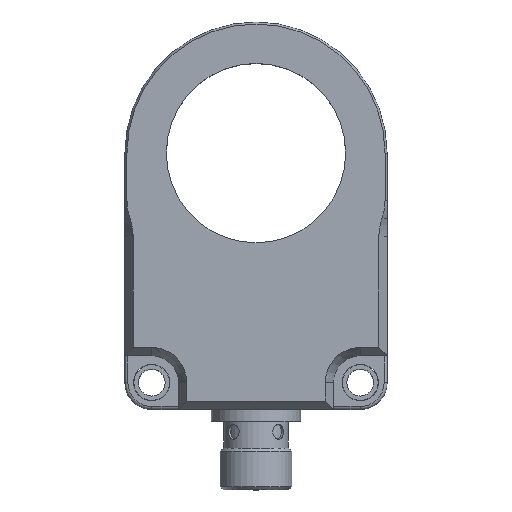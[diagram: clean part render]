
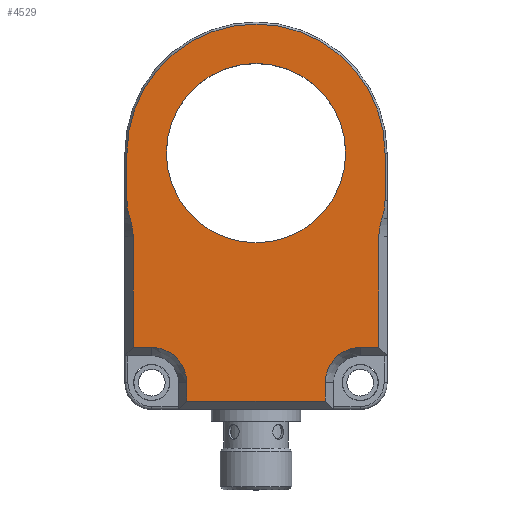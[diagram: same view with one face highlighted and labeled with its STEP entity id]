
A CAD part, top view. The second image highlights one B-rep face of the part: STEP entity #4529.
In plain terms, the highlighted planar face has unit normal (0, 0, 1).
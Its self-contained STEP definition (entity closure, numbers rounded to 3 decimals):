
#44=ELLIPSE('',#4996,11.807,10.225);
#45=ELLIPSE('',#4998,11.807,10.225);
#46=ELLIPSE('',#5000,11.807,10.225);
#48=ELLIPSE('',#5003,11.807,10.225);
#105=FACE_BOUND('',#661,.T.);
#203=PLANE('',#5010);
#409=FACE_OUTER_BOUND('',#660,.T.);
#660=EDGE_LOOP('',(#3828,#3829,#3830,#3831,#3832,#3833,#3834,#3835,#3836,
#3837,#3838,#3839,#3840,#3841,#3842,#3843));
#661=EDGE_LOOP('',(#3844));
#991=LINE('',#7959,#1343);
#1002=LINE('',#7982,#1354);
#1008=LINE('',#7997,#1360);
#1017=LINE('',#8028,#1369);
#1019=LINE('',#8032,#1371);
#1022=LINE('',#8040,#1374);
#1023=LINE('',#8044,#1375);
#1024=LINE('',#8047,#1376);
#1025=LINE('',#8048,#1377);
#1343=VECTOR('',#6145,10.);
#1354=VECTOR('',#6164,10.);
#1360=VECTOR('',#6178,10.);
#1369=VECTOR('',#6215,10.);
#1371=VECTOR('',#6219,10.);
#1374=VECTOR('',#6228,10.);
#1375=VECTOR('',#6231,10.);
#1376=VECTOR('',#6234,10.);
#1377=VECTOR('',#6235,10.);
#1629=CIRCLE('',#4989,21.654);
#1631=CIRCLE('',#5008,5.886);
#1632=CIRCLE('',#5011,5.886);
#1633=CIRCLE('',#5012,15.05);
#2024=VERTEX_POINT('',#7956);
#2025=VERTEX_POINT('',#7958);
#2032=VERTEX_POINT('',#7979);
#2033=VERTEX_POINT('',#7981);
#2035=VERTEX_POINT('',#7987);
#2038=VERTEX_POINT('',#7994);
#2042=VERTEX_POINT('',#8009);
#2043=VERTEX_POINT('',#8010);
#2044=VERTEX_POINT('',#8017);
#2046=VERTEX_POINT('',#8026);
#2047=VERTEX_POINT('',#8030);
#2048=VERTEX_POINT('',#8034);
#2049=VERTEX_POINT('',#8038);
#2050=VERTEX_POINT('',#8042);
#2051=VERTEX_POINT('',#8043);
#2052=VERTEX_POINT('',#8045);
#2053=VERTEX_POINT('',#8049);
#2617=EDGE_CURVE('',#2025,#2024,#991,.T.);
#2629=EDGE_CURVE('',#2032,#2033,#1002,.T.);
#2632=EDGE_CURVE('',#2033,#2035,#1629,.T.);
#2637=EDGE_CURVE('',#2035,#2038,#1008,.T.);
#2644=EDGE_CURVE('',#2042,#2043,#44,.T.);
#2647=EDGE_CURVE('',#2042,#2032,#45,.T.);
#2648=EDGE_CURVE('',#2024,#2044,#46,.T.);
#2651=EDGE_CURVE('',#2038,#2044,#48,.T.);
#2654=EDGE_CURVE('',#2043,#2046,#1017,.T.);
#2656=EDGE_CURVE('',#2047,#2046,#1019,.T.);
#2658=EDGE_CURVE('',#2048,#2047,#1631,.T.);
#2660=EDGE_CURVE('',#2049,#2048,#1022,.T.);
#2661=EDGE_CURVE('',#2050,#2051,#1023,.T.);
#2662=EDGE_CURVE('',#2052,#2050,#1632,.T.);
#2663=EDGE_CURVE('',#2025,#2052,#1024,.T.);
#2664=EDGE_CURVE('',#2051,#2049,#1025,.T.);
#2665=EDGE_CURVE('',#2053,#2053,#1633,.T.);
#3828=ORIENTED_EDGE('',*,*,#2661,.F.);
#3829=ORIENTED_EDGE('',*,*,#2662,.F.);
#3830=ORIENTED_EDGE('',*,*,#2663,.F.);
#3831=ORIENTED_EDGE('',*,*,#2617,.T.);
#3832=ORIENTED_EDGE('',*,*,#2648,.T.);
#3833=ORIENTED_EDGE('',*,*,#2651,.F.);
#3834=ORIENTED_EDGE('',*,*,#2637,.F.);
#3835=ORIENTED_EDGE('',*,*,#2632,.F.);
#3836=ORIENTED_EDGE('',*,*,#2629,.F.);
#3837=ORIENTED_EDGE('',*,*,#2647,.F.);
#3838=ORIENTED_EDGE('',*,*,#2644,.T.);
#3839=ORIENTED_EDGE('',*,*,#2654,.T.);
#3840=ORIENTED_EDGE('',*,*,#2656,.F.);
#3841=ORIENTED_EDGE('',*,*,#2658,.F.);
#3842=ORIENTED_EDGE('',*,*,#2660,.F.);
#3843=ORIENTED_EDGE('',*,*,#2664,.F.);
#3844=ORIENTED_EDGE('',*,*,#2665,.T.);
#4529=ADVANCED_FACE('',(#409,#105),#203,.T.);
#4989=AXIS2_PLACEMENT_3D('',#7988,#6169,#6170);
#4996=AXIS2_PLACEMENT_3D('',#8011,#6191,#6192);
#4998=AXIS2_PLACEMENT_3D('',#8015,#6197,#6198);
#5000=AXIS2_PLACEMENT_3D('',#8018,#6201,#6202);
#5003=AXIS2_PLACEMENT_3D('',#8023,#6208,#6209);
#5008=AXIS2_PLACEMENT_3D('',#8036,#6223,#6224);
#5010=AXIS2_PLACEMENT_3D('',#8041,#6229,#6230);
#5011=AXIS2_PLACEMENT_3D('',#8046,#6232,#6233);
#5012=AXIS2_PLACEMENT_3D('',#8050,#6236,#6237);
#6145=DIRECTION('',(0.,1.,0.));
#6164=DIRECTION('',(0.,1.,0.));
#6169=DIRECTION('center_axis',(0.,0.,-1.));
#6170=DIRECTION('ref_axis',(1.,0.,0.));
#6178=DIRECTION('',(0.,-1.,0.));
#6191=DIRECTION('center_axis',(0.,0.,-1.));
#6192=DIRECTION('ref_axis',(1.,0.,0.));
#6197=DIRECTION('center_axis',(0.,0.,
-1.));
#6198=DIRECTION('ref_axis',(-1.,0.,0.));
#6201=DIRECTION('center_axis',(0.,0.,-1.));
#6202=DIRECTION('ref_axis',(-1.,0.,0.));
#6208=DIRECTION('center_axis',(0.,0.,
-1.));
#6209=DIRECTION('ref_axis',(1.,0.,0.));
#6215=DIRECTION('',(0.,-1.,0.));
#6219=DIRECTION('',(-1.,0.,0.));
#6223=DIRECTION('center_axis',(0.,0.,1.));
#6224=DIRECTION('ref_axis',(0.707,0.707,0.));
#6228=DIRECTION('',(0.,1.,0.));
#6229=DIRECTION('center_axis',(0.,0.,1.));
#6230=DIRECTION('ref_axis',(1.,0.,0.));
#6231=DIRECTION('',(0.,-1.,0.));
#6232=DIRECTION('center_axis',(0.,0.,1.));
#6233=DIRECTION('ref_axis',(-0.707,0.707,0.));
#6234=DIRECTION('',(-1.,0.,0.));
#6235=DIRECTION('',(-1.,0.,0.));
#6236=DIRECTION('center_axis',(0.,0.,-1.));
#6237=DIRECTION('ref_axis',(-1.,0.,0.));
#7956=CARTESIAN_POINT('',(20.614,29.,20.));
#7958=CARTESIAN_POINT('',(20.614,10.386,20.));
#7959=CARTESIAN_POINT('',(20.614,20.75,20.));
#7979=CARTESIAN_POINT('',(-21.654,35.,20.));
#7981=CARTESIAN_POINT('',(-21.654,43.,20.));
#7982=CARTESIAN_POINT('',(-21.654,37.75,20.));
#7987=CARTESIAN_POINT('',(21.654,43.,20.));
#7988=CARTESIAN_POINT('Origin',(0.,43.,20.));
#7994=CARTESIAN_POINT('',(21.654,35.,20.));
#7997=CARTESIAN_POINT('',(21.654,16.25,20.));
#8009=CARTESIAN_POINT('',(-21.134,32.,20.));
#8010=CARTESIAN_POINT('',(-20.614,29.,20.));
#8011=CARTESIAN_POINT('Origin',(-32.421,29.,20.));
#8015=CARTESIAN_POINT('Origin',(-9.847,35.,20.));
#8017=CARTESIAN_POINT('',(21.134,32.,20.));
#8018=CARTESIAN_POINT('Origin',(32.421,29.,20.));
#8023=CARTESIAN_POINT('Origin',(9.847,35.,20.));
#8026=CARTESIAN_POINT('',(-20.614,10.386,20.));
#8028=CARTESIAN_POINT('',(-20.614,20.75,20.));
#8030=CARTESIAN_POINT('',(-17.5,10.386,20.));
#8032=CARTESIAN_POINT('',(-11.,10.386,20.));
#8034=CARTESIAN_POINT('',(-11.614,4.5,20.));
#8036=CARTESIAN_POINT('Origin',(-17.5,4.5,20.));
#8038=CARTESIAN_POINT('',(-11.614,1.386,20.));
#8040=CARTESIAN_POINT('',(-11.614,20.75,20.));
#8041=CARTESIAN_POINT('Origin',(0.,32.5,20.));
#8042=CARTESIAN_POINT('',(11.614,4.5,20.));
#8043=CARTESIAN_POINT('',(11.614,1.386,20.));
#8044=CARTESIAN_POINT('',(11.614,16.25,20.));
#8045=CARTESIAN_POINT('',(17.5,10.386,20.));
#8046=CARTESIAN_POINT('Origin',(17.5,4.5,20.));
#8047=CARTESIAN_POINT('',(6.5,10.386,20.));
#8048=CARTESIAN_POINT('',(-11.,1.386,20.));
#8049=CARTESIAN_POINT('',(15.05,43.,20.));
#8050=CARTESIAN_POINT('Origin',(0.,43.,20.));
